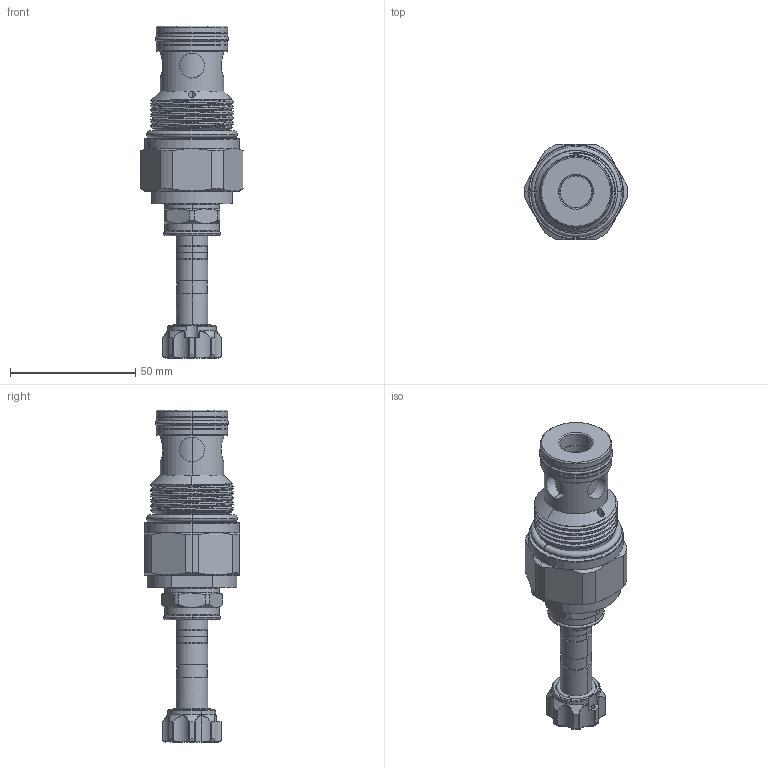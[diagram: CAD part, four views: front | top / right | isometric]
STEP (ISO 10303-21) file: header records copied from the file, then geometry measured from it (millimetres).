
FILE_DESCRIPTION (( 'STEP AP203' ), '1' );
FILE_NAME ('EP16W2A10N95.STEP', '2020-04-07T06:03:08', ( '' ), ( '' ), 'SwSTEP 2.0', 'SolidWorks 2018', '' );
FILE_SCHEMA (( 'CONFIG_CONTROL_DESIGN' ));
Length unit declared in the file: millimetre
Products named in the file (1): EP16W2A10N95
Bounding box: 41.1 x 38 x 132.75 mm (x, y, z)
Volume: 71512.5 mm3; surface area: 18289.6 mm2
Topology: 6 solids, 6 shells, 310 faces, 727 edges, 437 vertices
Faces by surface type: cylinder 135, torus 55, cone 47, bspline 37, plane 36
Entity records: 13185 total; most frequent: CARTESIAN_POINT 6334, ORIENTED_EDGE 1450, DIRECTION 1407, EDGE_CURVE 725, AXIS2_PLACEMENT_3D 611, VERTEX_POINT 437, CIRCLE 337, EDGE_LOOP 332
